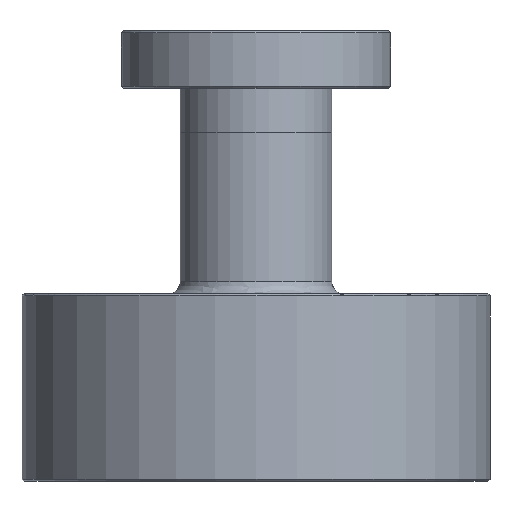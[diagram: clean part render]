
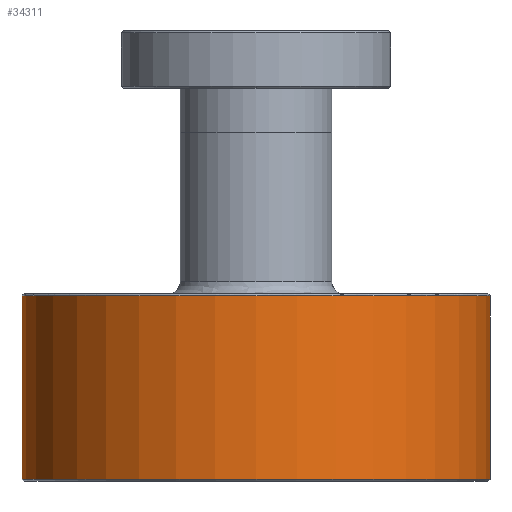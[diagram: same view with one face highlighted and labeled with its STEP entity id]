
A CAD part, front view. The second image highlights one B-rep face of the part: STEP entity #34311.
In plain terms, the highlighted cylindrical face has radius 29.362 mm (diameter 58.725 mm), a partial arc.
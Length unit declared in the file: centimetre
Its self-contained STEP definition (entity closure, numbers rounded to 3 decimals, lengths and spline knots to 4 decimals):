
#164 = EDGE_CURVE ( 'NONE', #36190, #18322, #43360, .T. ) ;
#1375 = CARTESIAN_POINT ( 'NONE',  ( 2.9362, 0., -5.6261 ) ) ;
#5120 = EDGE_CURVE ( 'NONE', #18322, #35676, #22653, .T. ) ;
#5123 = EDGE_CURVE ( 'NONE', #36190, #36160, #22657, .T. ) ;
#8609 = CARTESIAN_POINT ( 'NONE',  ( 0., 0., -5.6261 ) ) ;
#8610 = DIRECTION ( 'NONE',  ( 0., 0., 1. ) ) ;
#8611 = DIRECTION ( 'NONE',  ( 1., 0., 0. ) ) ;
#10014 = AXIS2_PLACEMENT_3D ( 'NONE', #33616, #33600, #33599 ) ;
#10058 = AXIS2_PLACEMENT_3D ( 'NONE', #19298, #19299, #19300 ) ;
#15678 = CARTESIAN_POINT ( 'NONE',  ( 2.9362, 0., -3.3274 ) ) ;
#16162 = CARTESIAN_POINT ( 'NONE',  ( -2.9362, 0., -3.3274 ) ) ;
#16192 = CARTESIAN_POINT ( 'NONE',  ( -2.9362, 0., -5.6261 ) ) ;
#18322 = VERTEX_POINT ( 'NONE', #1375 ) ;
#19298 = CARTESIAN_POINT ( 'NONE',  ( 0., 0., -3.3274 ) ) ;
#19299 = DIRECTION ( 'NONE',  ( 0., 0., 1. ) ) ;
#19300 = DIRECTION ( 'NONE',  ( -1., 0., 0. ) ) ;
#20092 = EDGE_LOOP ( 'NONE', ( #36498, #36499, #36500, #36501 ) ) ;
#21872 = AXIS2_PLACEMENT_3D ( 'NONE', #8609, #8610, #8611 ) ;
#22653 = LINE ( 'NONE', #39777, #22656 ) ;
#22656 = VECTOR ( 'NONE', #39779, 100. ) ;
#22657 = LINE ( 'NONE', #39791, #22660 ) ;
#22660 = VECTOR ( 'NONE', #39783, 100. ) ;
#33599 = DIRECTION ( 'NONE',  ( 1., 0., 0. ) ) ;
#33600 = DIRECTION ( 'NONE',  ( 0., 0., 1. ) ) ;
#33616 = CARTESIAN_POINT ( 'NONE',  ( 0., 0., -3.556 ) ) ;
#34311 = ADVANCED_FACE ( 'NONE', ( #41031 ), #41032, .T. ) ;
#35676 = VERTEX_POINT ( 'NONE', #15678 ) ;
#36160 = VERTEX_POINT ( 'NONE', #16162 ) ;
#36190 = VERTEX_POINT ( 'NONE', #16192 ) ;
#36498 = ORIENTED_EDGE ( 'NONE', *, *, #5123, .F. ) ;
#36499 = ORIENTED_EDGE ( 'NONE', *, *, #164, .T. ) ;
#36500 = ORIENTED_EDGE ( 'NONE', *, *, #5120, .T. ) ;
#36501 = ORIENTED_EDGE ( 'NONE', *, *, #45447, .F. ) ;
#39777 = CARTESIAN_POINT ( 'NONE',  ( 2.9362, 0., -3.556 ) ) ;
#39779 = DIRECTION ( 'NONE',  ( 0., 0., 1. ) ) ;
#39783 = DIRECTION ( 'NONE',  ( 0., 0., 1. ) ) ;
#39791 = CARTESIAN_POINT ( 'NONE',  ( -2.9362, 0., -3.556 ) ) ;
#41031 = FACE_OUTER_BOUND ( 'NONE', #20092, .T. ) ;
#41032 = CYLINDRICAL_SURFACE ( 'NONE', #10014, 2.9362 ) ;
#41108 = CIRCLE ( 'NONE', #10058, 2.9362 ) ;
#43360 = CIRCLE ( 'NONE', #21872, 2.9362 ) ;
#45447 = EDGE_CURVE ( 'NONE', #36160, #35676, #41108, .T. ) ;
